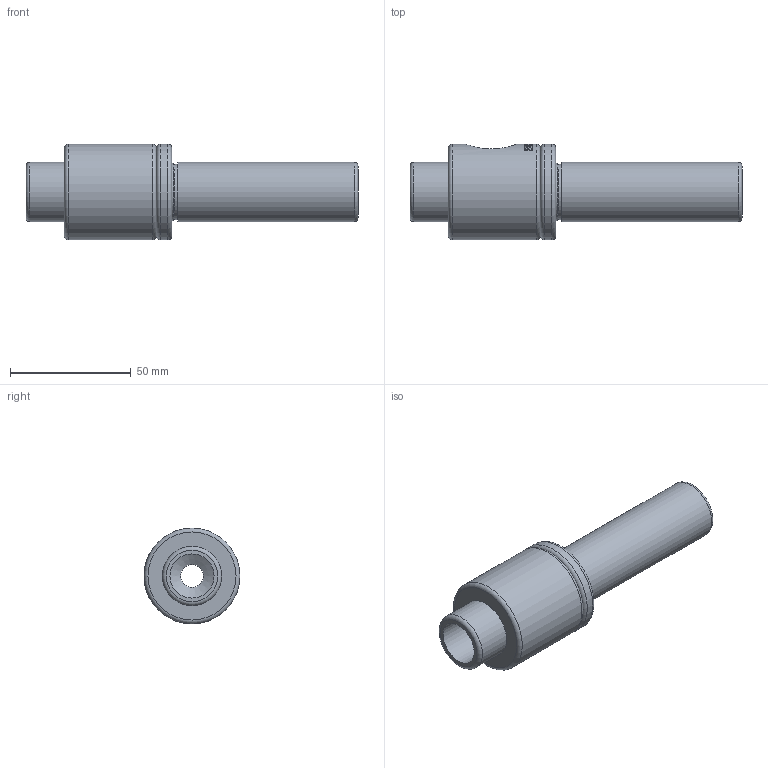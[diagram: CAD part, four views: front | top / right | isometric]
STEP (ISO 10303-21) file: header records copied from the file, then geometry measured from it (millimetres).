
FILE_DESCRIPTION((''),'2;1');
FILE_NAME('840015.stp','2009-07-02T16:14:44',('David Woerner'),(''),'Autodesk Inventor 2010','Autodesk Inventor 2010','');
FILE_SCHEMA(('AUTOMOTIVE_DESIGN { 1 0 10303 214 1 1 1 1 }'));
Length unit declared in the file: inch
Products named in the file (5): 840015 (LevelofDetail1); 900891; 900899; 900890; 900892
Assembly tree (4 placements, depth 2):
  840015 (LevelofDetail1)
    900891
    900899
    900890
    900892
Bounding box: 137.54 x 39.69 x 39.69 mm (x, y, z)
Volume: 76992 mm3; surface area: 28667.9 mm2
Topology: 4 solids, 4 shells, 182 faces, 461 edges, 299 vertices
Faces by surface type: plane 74, bspline 55, cylinder 30, cone 17, torus 6
Full cylindrical faces by diameter (mm): 9.525 x2, 15.875 x1, 18.256 x2, 19.05 x1, 22.225 x1, 22.831 x1, 22.86 x3, 23.813 x2, 24.606 x2, 39.688 x2
Entity records: 18428 total; most frequent: CARTESIAN_POINT 14539, ORIENTED_EDGE 820, DIRECTION 593, EDGE_CURVE 410, VERTEX_POINT 291, EDGE_LOOP 245, AXIS2_PLACEMENT_3D 226, FACE_OUTER_BOUND 181
